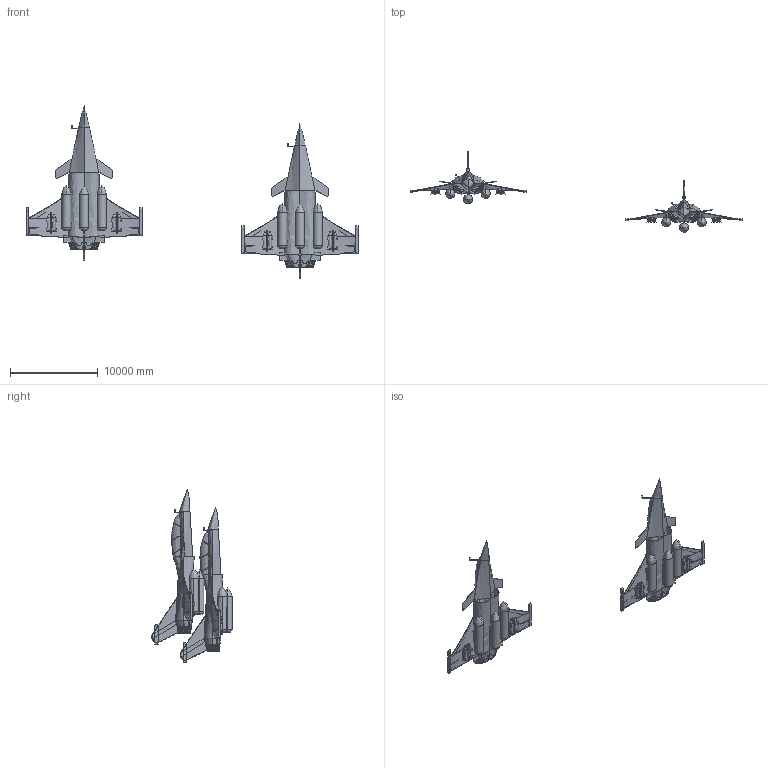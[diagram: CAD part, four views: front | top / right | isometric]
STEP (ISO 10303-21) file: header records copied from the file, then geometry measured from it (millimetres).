
FILE_DESCRIPTION(('FreeCAD Model'),'2;1');
FILE_NAME('Open CASCADE Shape Model','2025-05-05T10:11:24',('FreeCAD'),( 'FreeCAD'),'Open CASCADE STEP processor 7.6','FreeCAD','Unknown');
FILE_SCHEMA(('AUTOMOTIVE_DESIGN { 1 0 10303 214 1 1 1 1 }'));
Products named in the file (1): Open CASCADE STEP translator 7.6 1
Bounding box: 37902.3 x 9178.67 x 19784.05 mm (x, y, z)
Surface area: 1338922968.9 mm2 (no closed solid volume)
Topology: 0 solids, 2098 shells, 2098 faces, 22726 edges, 22690 vertices
Faces by surface type: bspline 2098
Entity records: 273266 total; most frequent: CARTESIAN_POINT 170969, ORIENTED_EDGE 22690, EDGE_CURVE 22690, VERTEX_POINT 22690, B_SPLINE_CURVE_WITH_KNOTS 21682, FACE_BOUND 2252, EDGE_LOOP 2252, SHELL_BASED_SURFACE_MODEL 2098
